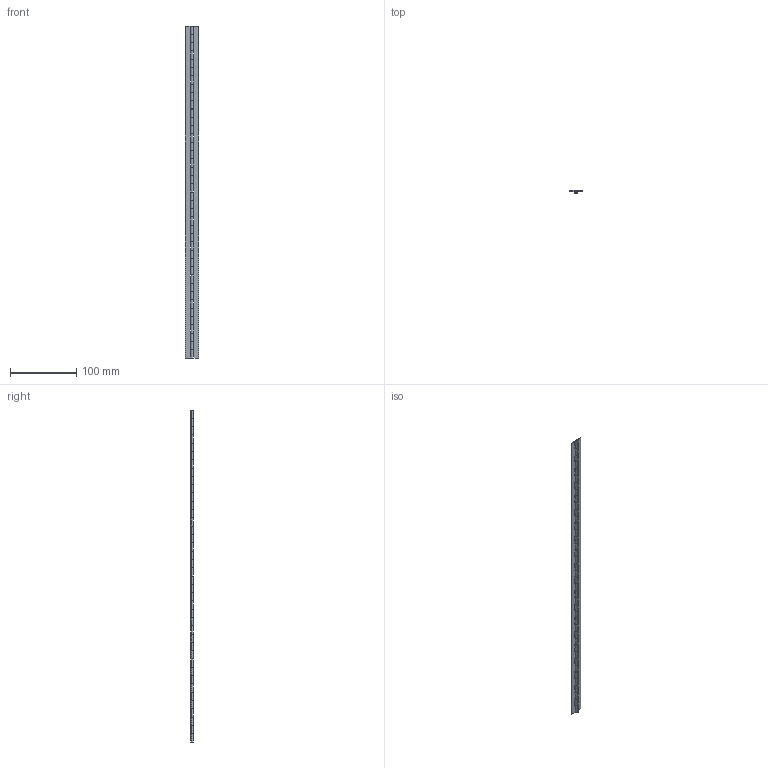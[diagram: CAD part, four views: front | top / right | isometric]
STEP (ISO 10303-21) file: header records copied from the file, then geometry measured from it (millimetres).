
FILE_DESCRIPTION((''),'2;1');
FILE_NAME('','2005-04-20T11:01:14',(''),(''),'','CADfix','');
FILE_SCHEMA(('AUTOMOTIVE_DESIGN'));
Length unit declared in the file: millimetre
Products named in the file (4): hinge piece_B; hinge piece_A; shaft; TH_TM_83_25945_36
Assembly tree (3 placements, depth 2):
  TH_TM_83_25945_36
    hinge piece_B
    hinge piece_A
    shaft
Bounding box: 20 x 4 x 500 mm (x, y, z)
Volume: 14080.1 mm3; surface area: 31041.9 mm2
Topology: 3 solids, 3 shells, 252 faces, 742 edges, 496 vertices
Faces by surface type: bspline 252
Entity records: 9275 total; most frequent: CARTESIAN_POINT 4946, ORIENTED_EDGE 1484, EDGE_CURVE 742, QUASI_UNIFORM_CURVE 574, VERTEX_POINT 496, EDGE_LOOP 252, FACE_OUTER_BOUND 252, ADVANCED_FACE 252
